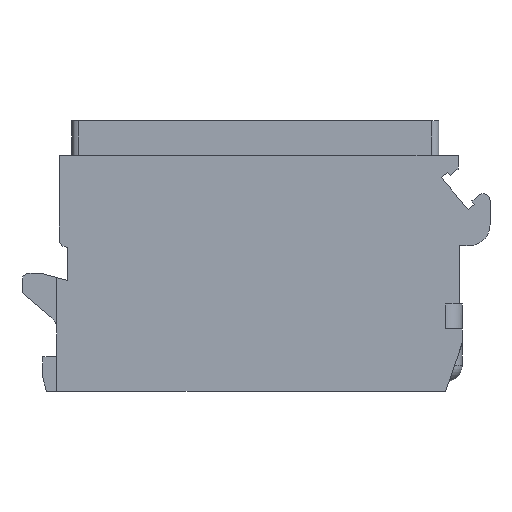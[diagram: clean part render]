
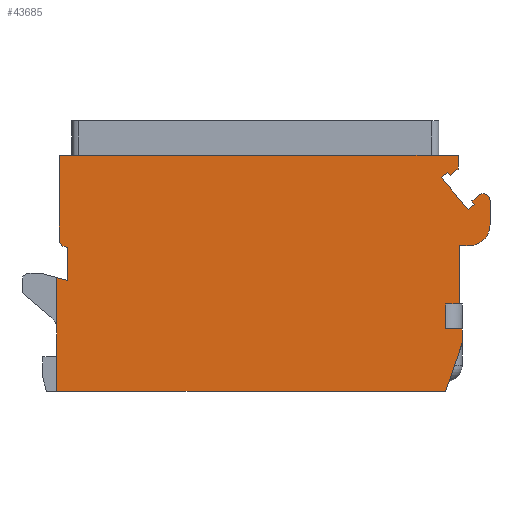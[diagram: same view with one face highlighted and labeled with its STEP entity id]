
A CAD part, front view. The second image highlights one B-rep face of the part: STEP entity #43685.
In plain terms, the highlighted planar face has unit normal (0, -1, 0).
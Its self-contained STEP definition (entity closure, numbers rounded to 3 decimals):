
#111=DIRECTION('',(0.,0.,-1.));
#112=VECTOR('',#111,8.205);
#113=CARTESIAN_POINT('',(-14.3,-7.,8.205));
#114=LINE('',#113,#112);
#295=CARTESIAN_POINT('',(16.4,-7.,13.74));
#296=DIRECTION('',(0.,-1.,0.));
#297=DIRECTION('',(1.,0.,0.));
#298=AXIS2_PLACEMENT_3D('',#295,#296,#297);
#420=DIRECTION('',(-0.966,0.,0.259));
#421=VECTOR('',#420,0.828);
#422=CARTESIAN_POINT('',(-13.5,-7.,7.991));
#423=LINE('',#422,#421);
#424=DIRECTION('',(0.,0.,-1.));
#425=VECTOR('',#424,2.409);
#426=CARTESIAN_POINT('',(-13.5,-7.,10.4));
#427=LINE('',#426,#425);
#428=DIRECTION('',(1.,0.,0.));
#429=VECTOR('',#428,0.1);
#430=CARTESIAN_POINT('',(-13.6,-7.,10.4));
#431=LINE('',#430,#429);
#432=CARTESIAN_POINT('',(-13.6,-7.,10.9));
#433=DIRECTION('',(0.,-1.,0.));
#434=DIRECTION('',(-1.,0.,0.));
#435=AXIS2_PLACEMENT_3D('',#432,#433,#434);
#437=DIRECTION('',(0.,0.,-1.));
#438=VECTOR('',#437,6.1);
#439=CARTESIAN_POINT('',(-14.1,-7.,17.));
#440=LINE('',#439,#438);
#441=DIRECTION('',(-1.,0.,0.));
#442=VECTOR('',#441,28.7);
#443=CARTESIAN_POINT('',(14.6,-7.,17.));
#444=LINE('',#443,#442);
#445=DIRECTION('',(0.,0.,-1.));
#446=VECTOR('',#445,0.985);
#447=CARTESIAN_POINT('',(14.6,-7.,17.));
#448=LINE('',#447,#446);
#449=DIRECTION('',(-0.766,0.,-0.643));
#450=VECTOR('',#449,0.715);
#451=CARTESIAN_POINT('',(14.6,-7.,16.015));
#452=LINE('',#451,#450);
#453=DIRECTION('',(-0.643,0.,0.766));
#454=VECTOR('',#453,0.3);
#455=CARTESIAN_POINT('',(14.052,-7.,15.556));
#456=LINE('',#455,#454);
#457=DIRECTION('',(-0.766,0.,-0.643));
#458=VECTOR('',#457,0.6);
#459=CARTESIAN_POINT('',(13.86,-7.,15.786));
#460=LINE('',#459,#458);
#461=DIRECTION('',(0.643,0.,-0.766));
#462=VECTOR('',#461,3.);
#463=CARTESIAN_POINT('',(13.4,-7.,15.4));
#464=LINE('',#463,#462);
#465=DIRECTION('',(0.766,0.,0.643));
#466=VECTOR('',#465,0.6);
#467=CARTESIAN_POINT('',(15.328,-7.,13.102));
#468=LINE('',#467,#466);
#469=DIRECTION('',(-0.643,0.,0.766));
#470=VECTOR('',#469,0.3);
#471=CARTESIAN_POINT('',(15.788,-7.,13.488));
#472=LINE('',#471,#470);
#473=DIRECTION('',(0.766,0.,0.643));
#474=VECTOR('',#473,0.631);
#475=CARTESIAN_POINT('',(15.595,-7.,13.717));
#476=LINE('',#475,#474);
#477=DIRECTION('',(0.,0.,1.));
#478=VECTOR('',#477,1.74);
#479=CARTESIAN_POINT('',(16.9,-7.,12.));
#480=LINE('',#479,#478);
#481=CARTESIAN_POINT('',(15.4,-7.,12.));
#482=DIRECTION('',(0.,-1.,0.));
#483=DIRECTION('',(0.,0.,-1.));
#484=AXIS2_PLACEMENT_3D('',#481,#482,#483);
#486=DIRECTION('',(1.,0.,0.));
#487=VECTOR('',#486,0.7);
#488=CARTESIAN_POINT('',(14.7,-7.,10.5));
#489=LINE('',#488,#487);
#490=DIRECTION('',(0.,0.,1.));
#491=VECTOR('',#490,4.2);
#492=CARTESIAN_POINT('',(14.7,-7.,6.3));
#493=LINE('',#492,#491);
#494=DIRECTION('',(1.,0.,0.));
#495=VECTOR('',#494,1.);
#496=CARTESIAN_POINT('',(13.7,-7.,6.3));
#497=LINE('',#496,#495);
#498=DIRECTION('',(0.,0.,1.));
#499=VECTOR('',#498,1.8);
#500=CARTESIAN_POINT('',(13.7,-7.,4.5));
#501=LINE('',#500,#499);
#502=DIRECTION('',(-1.,0.,0.));
#503=VECTOR('',#502,1.2);
#504=CARTESIAN_POINT('',(14.9,-7.,4.5));
#505=LINE('',#504,#503);
#506=DIRECTION('',(0.,0.,1.));
#507=VECTOR('',#506,1.);
#508=CARTESIAN_POINT('',(14.9,-7.,3.5));
#509=LINE('',#508,#507);
#510=DIRECTION('',(0.324,0.,0.946));
#511=VECTOR('',#510,3.7);
#512=CARTESIAN_POINT('',(13.7,-7.,0.));
#513=LINE('',#512,#511);
#514=DIRECTION('',(1.,0.,0.));
#515=VECTOR('',#514,28.);
#516=CARTESIAN_POINT('',(-14.3,-7.,0.));
#517=LINE('',#516,#515);
#33842=CARTESIAN_POINT('',(13.7,-7.,0.));
#33843=CARTESIAN_POINT('',(14.9,-7.,3.5));
#33844=VERTEX_POINT('',#33842);
#33845=VERTEX_POINT('',#33843);
#33846=CARTESIAN_POINT('',(14.9,-7.,4.5));
#33847=VERTEX_POINT('',#33846);
#33848=CARTESIAN_POINT('',(13.7,-7.,4.5));
#33849=VERTEX_POINT('',#33848);
#33850=CARTESIAN_POINT('',(13.7,-7.,6.3));
#33851=VERTEX_POINT('',#33850);
#33852=CARTESIAN_POINT('',(14.7,-7.,6.3));
#33853=VERTEX_POINT('',#33852);
#33854=CARTESIAN_POINT('',(14.7,-7.,10.5));
#33855=VERTEX_POINT('',#33854);
#33856=CARTESIAN_POINT('',(15.4,-7.,10.5));
#33857=VERTEX_POINT('',#33856);
#33860=CARTESIAN_POINT('',(16.9,-7.,12.));
#33861=VERTEX_POINT('',#33860);
#33872=CARTESIAN_POINT('',(-14.1,-7.,17.));
#33873=CARTESIAN_POINT('',(-14.1,-7.,10.9));
#33874=VERTEX_POINT('',#33872);
#33875=VERTEX_POINT('',#33873);
#33876=CARTESIAN_POINT('',(-13.6,-7.,10.4));
#33877=VERTEX_POINT('',#33876);
#33878=CARTESIAN_POINT('',(-13.5,-7.,10.4));
#33879=VERTEX_POINT('',#33878);
#33880=CARTESIAN_POINT('',(-13.5,-7.,7.991));
#33881=VERTEX_POINT('',#33880);
#33898=CARTESIAN_POINT('',(14.6,-7.,17.));
#33899=CARTESIAN_POINT('',(14.6,-7.,16.015));
#33900=VERTEX_POINT('',#33898);
#33901=VERTEX_POINT('',#33899);
#33902=CARTESIAN_POINT('',(14.052,-7.,15.556));
#33903=VERTEX_POINT('',#33902);
#33904=CARTESIAN_POINT('',(13.86,-7.,15.786));
#33905=VERTEX_POINT('',#33904);
#33906=CARTESIAN_POINT('',(13.4,-7.,15.4));
#33907=VERTEX_POINT('',#33906);
#33908=CARTESIAN_POINT('',(15.328,-7.,13.102));
#33909=VERTEX_POINT('',#33908);
#33910=CARTESIAN_POINT('',(15.788,-7.,13.488));
#33911=VERTEX_POINT('',#33910);
#33912=CARTESIAN_POINT('',(15.595,-7.,13.717));
#33913=VERTEX_POINT('',#33912);
#33915=CARTESIAN_POINT('',(16.9,-7.,13.74));
#33917=VERTEX_POINT('',#33915);
#33918=CARTESIAN_POINT('',(16.079,-7.,14.123));
#33919=VERTEX_POINT('',#33918);
#33922=CARTESIAN_POINT('',(-14.3,-7.,0.));
#33924=VERTEX_POINT('',#33922);
#33934=CARTESIAN_POINT('',(-14.3,-7.,8.205));
#33936=VERTEX_POINT('',#33934);
#43650=CARTESIAN_POINT('',(0.,-7.,0.));
#43651=DIRECTION('',(0.,-1.,0.));
#43652=DIRECTION('',(1.,0.,0.));
#43653=AXIS2_PLACEMENT_3D('',#43650,#43651,#43652);
#43654=PLANE('',#43653);
#43655=ORIENTED_EDGE('',*,*,#43125,.F.);
#43656=ORIENTED_EDGE('',*,*,#43156,.F.);
#43657=ORIENTED_EDGE('',*,*,#43273,.F.);
#43658=ORIENTED_EDGE('',*,*,#43287,.F.);
#43659=ORIENTED_EDGE('',*,*,#43301,.F.);
#43660=ORIENTED_EDGE('',*,*,#43315,.F.);
#43661=ORIENTED_EDGE('',*,*,#43328,.F.);
#43662=ORIENTED_EDGE('',*,*,#43361,.T.);
#43663=ORIENTED_EDGE('',*,*,#43375,.T.);
#43664=ORIENTED_EDGE('',*,*,#43389,.T.);
#43665=ORIENTED_EDGE('',*,*,#43403,.T.);
#43666=ORIENTED_EDGE('',*,*,#43417,.T.);
#43667=ORIENTED_EDGE('',*,*,#43431,.T.);
#43668=ORIENTED_EDGE('',*,*,#43445,.T.);
#43669=ORIENTED_EDGE('',*,*,#43458,.T.);
#43670=ORIENTED_EDGE('',*,*,#43472,.F.);
#43671=ORIENTED_EDGE('',*,*,#43488,.F.);
#43672=ORIENTED_EDGE('',*,*,#43501,.F.);
#43673=ORIENTED_EDGE('',*,*,#43515,.F.);
#43674=ORIENTED_EDGE('',*,*,#43532,.F.);
#43676=ORIENTED_EDGE('',*,*,#43675,.F.);
#43678=ORIENTED_EDGE('',*,*,#43677,.F.);
#43679=ORIENTED_EDGE('',*,*,#43582,.F.);
#43680=ORIENTED_EDGE('',*,*,#43598,.F.);
#43681=ORIENTED_EDGE('',*,*,#43617,.F.);
#43682=ORIENTED_EDGE('',*,*,#43636,.F.);
#43683=EDGE_LOOP('',(#43655,#43656,#43657,#43658,#43659,#43660,#43661,#43662,
#43663,#43664,#43665,#43666,#43667,#43668,#43669,#43670,#43671,#43672,#43673,
#43674,#43676,#43678,#43679,#43680,#43681,#43682));
#43684=FACE_OUTER_BOUND('',#43683,.F.);
#43685=ADVANCED_FACE('',(#43684),#43654,.T.);
#299=CIRCLE('',#298,0.5);
#436=CIRCLE('',#435,0.5);
#485=CIRCLE('',#484,1.5);
#43125=EDGE_CURVE('',#33936,#33924,#114,.T.);
#43156=EDGE_CURVE('',#33881,#33936,#423,.T.);
#43273=EDGE_CURVE('',#33879,#33881,#427,.T.);
#43287=EDGE_CURVE('',#33877,#33879,#431,.T.);
#43301=EDGE_CURVE('',#33875,#33877,#436,.T.);
#43315=EDGE_CURVE('',#33874,#33875,#440,.T.);
#43328=EDGE_CURVE('',#33900,#33874,#444,.T.);
#43361=EDGE_CURVE('',#33900,#33901,#448,.T.);
#43375=EDGE_CURVE('',#33901,#33903,#452,.T.);
#43389=EDGE_CURVE('',#33903,#33905,#456,.T.);
#43403=EDGE_CURVE('',#33905,#33907,#460,.T.);
#43417=EDGE_CURVE('',#33907,#33909,#464,.T.);
#43431=EDGE_CURVE('',#33909,#33911,#468,.T.);
#43445=EDGE_CURVE('',#33911,#33913,#472,.T.);
#43458=EDGE_CURVE('',#33913,#33919,#476,.T.);
#43472=EDGE_CURVE('',#33917,#33919,#299,.T.);
#43488=EDGE_CURVE('',#33861,#33917,#480,.T.);
#43501=EDGE_CURVE('',#33857,#33861,#485,.T.);
#43515=EDGE_CURVE('',#33855,#33857,#489,.T.);
#43532=EDGE_CURVE('',#33853,#33855,#493,.T.);
#43582=EDGE_CURVE('',#33847,#33849,#505,.T.);
#43598=EDGE_CURVE('',#33845,#33847,#509,.T.);
#43617=EDGE_CURVE('',#33844,#33845,#513,.T.);
#43636=EDGE_CURVE('',#33924,#33844,#517,.T.);
#43675=EDGE_CURVE('',#33851,#33853,#497,.T.);
#43677=EDGE_CURVE('',#33849,#33851,#501,.T.);
